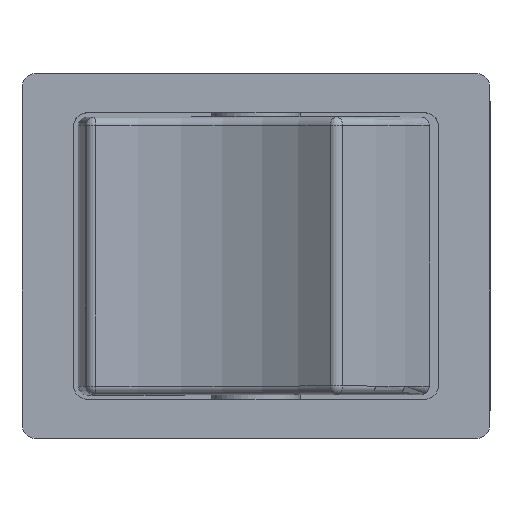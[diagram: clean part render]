
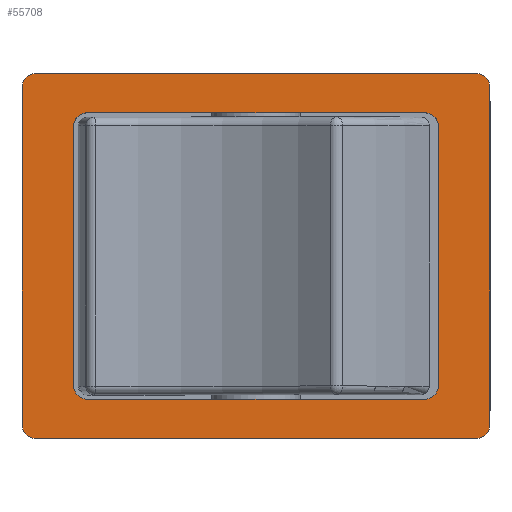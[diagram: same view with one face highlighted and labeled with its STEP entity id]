
A CAD part, top view. The second image highlights one B-rep face of the part: STEP entity #55708.
In plain terms, the highlighted planar face has unit normal (0, 0, 1).
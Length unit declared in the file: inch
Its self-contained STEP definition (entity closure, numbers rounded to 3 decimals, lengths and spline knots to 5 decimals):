
#55563=CARTESIAN_POINT('',(0.69291,0.54134,0.79921));
#55564=DIRECTION('',(0.0,0.0,1.0));
#55565=DIRECTION('',(1.0,0.0,0.0));
#55566=AXIS2_PLACEMENT_3D('',#55563,#55564,#55565);
#55567=PLANE('',#55566);
#55568=CARTESIAN_POINT('',(0.62992,-0.45276,0.79921));
#55569=VERTEX_POINT('',#55568);
#55570=CARTESIAN_POINT('',(0.59055,-0.49213,0.79921));
#55571=VERTEX_POINT('',#55570);
#55572=CARTESIAN_POINT('',(0.59055,-0.45276,0.79921));
#55573=DIRECTION('',(0.0,0.0,-1.0));
#55574=DIRECTION('',(0.707,-0.707,0.0));
#55575=AXIS2_PLACEMENT_3D('',#55572,#55573,#55574);
#55576=CIRCLE('',#55575,0.03937);
#55577=EDGE_CURVE('',#55569,#55571,#55576,.T.);
#55578=ORIENTED_EDGE('',*,*,#55577,.F.);
#55579=CARTESIAN_POINT('',(0.62992,0.45276,0.79921));
#55580=VERTEX_POINT('',#55579);
#55581=CARTESIAN_POINT('',(0.62992,0.45276,0.79921));
#55582=DIRECTION('',(0.0,-1.0,0.0));
#55583=VECTOR('',#55582,0.90551);
#55584=LINE('',#55581,#55583);
#55585=EDGE_CURVE('',#55580,#55569,#55584,.T.);
#55586=ORIENTED_EDGE('',*,*,#55585,.F.);
#55587=CARTESIAN_POINT('',(0.59055,0.49213,0.79921));
#55588=VERTEX_POINT('',#55587);
#55589=CARTESIAN_POINT('',(0.59055,0.45276,0.79921));
#55590=DIRECTION('',(0.0,0.0,-1.0));
#55591=DIRECTION('',(0.707,0.707,0.0));
#55592=AXIS2_PLACEMENT_3D('',#55589,#55590,#55591);
#55593=CIRCLE('',#55592,0.03937);
#55594=EDGE_CURVE('',#55588,#55580,#55593,.T.);
#55595=ORIENTED_EDGE('',*,*,#55594,.F.);
#55596=CARTESIAN_POINT('',(-0.59055,0.49213,0.79921));
#55597=VERTEX_POINT('',#55596);
#55598=CARTESIAN_POINT('',(-0.59055,0.49213,0.79921));
#55599=DIRECTION('',(1.0,0.0,0.0));
#55600=VECTOR('',#55599,1.1811);
#55601=LINE('',#55598,#55600);
#55602=EDGE_CURVE('',#55597,#55588,#55601,.T.);
#55603=ORIENTED_EDGE('',*,*,#55602,.F.);
#55604=CARTESIAN_POINT('',(-0.62992,0.45276,0.79921));
#55605=VERTEX_POINT('',#55604);
#55606=CARTESIAN_POINT('',(-0.59055,0.45276,0.79921));
#55607=DIRECTION('',(0.0,0.0,-1.0));
#55608=DIRECTION('',(-0.707,0.707,0.0));
#55609=AXIS2_PLACEMENT_3D('',#55606,#55607,#55608);
#55610=CIRCLE('',#55609,0.03937);
#55611=EDGE_CURVE('',#55605,#55597,#55610,.T.);
#55612=ORIENTED_EDGE('',*,*,#55611,.F.);
#55613=CARTESIAN_POINT('',(-0.62992,-0.45276,0.79921));
#55614=VERTEX_POINT('',#55613);
#55615=CARTESIAN_POINT('',(-0.62992,-0.45276,0.79921));
#55616=DIRECTION('',(0.0,1.0,0.0));
#55617=VECTOR('',#55616,0.90551);
#55618=LINE('',#55615,#55617);
#55619=EDGE_CURVE('',#55614,#55605,#55618,.T.);
#55620=ORIENTED_EDGE('',*,*,#55619,.F.);
#55621=CARTESIAN_POINT('',(-0.59055,-0.49213,0.79921));
#55622=VERTEX_POINT('',#55621);
#55623=CARTESIAN_POINT('',(-0.59055,-0.45276,0.79921));
#55624=DIRECTION('',(0.0,0.0,-1.0));
#55625=DIRECTION('',(-0.707,-0.707,0.0));
#55626=AXIS2_PLACEMENT_3D('',#55623,#55624,#55625);
#55627=CIRCLE('',#55626,0.03937);
#55628=EDGE_CURVE('',#55622,#55614,#55627,.T.);
#55629=ORIENTED_EDGE('',*,*,#55628,.F.);
#55630=CARTESIAN_POINT('',(0.59055,-0.49213,0.79921));
#55631=DIRECTION('',(-1.0,0.0,0.0));
#55632=VECTOR('',#55631,1.1811);
#55633=LINE('',#55630,#55632);
#55634=EDGE_CURVE('',#55571,#55622,#55633,.T.);
#55635=ORIENTED_EDGE('',*,*,#55634,.F.);
#55636=EDGE_LOOP('',(#55578,#55586,#55595,#55603,#55612,#55620,#55629,#55635));
#55637=FACE_OUTER_BOUND('',#55636,.T.);
#55638=CARTESIAN_POINT('',(0.49213,0.34646,0.79921));
#55639=VERTEX_POINT('',#55638);
#55640=CARTESIAN_POINT('',(0.49213,-0.34646,0.79921));
#55641=VERTEX_POINT('',#55640);
#55642=CARTESIAN_POINT('',(0.49213,0.34646,0.79921));
#55643=DIRECTION('',(0.0,-1.0,0.0));
#55644=VECTOR('',#55643,0.69291);
#55645=LINE('',#55642,#55644);
#55646=EDGE_CURVE('',#55639,#55641,#55645,.T.);
#55647=ORIENTED_EDGE('',*,*,#55646,.T.);
#55648=CARTESIAN_POINT('',(0.45276,-0.38583,0.79921));
#55649=VERTEX_POINT('',#55648);
#55650=CARTESIAN_POINT('',(0.45276,-0.34646,0.79921));
#55651=DIRECTION('',(0.0,0.0,1.0));
#55652=DIRECTION('',(0.707,-0.707,0.0));
#55653=AXIS2_PLACEMENT_3D('',#55650,#55651,#55652);
#55654=CIRCLE('',#55653,0.03937);
#55655=EDGE_CURVE('',#55649,#55641,#55654,.T.);
#55656=ORIENTED_EDGE('',*,*,#55655,.F.);
#55657=CARTESIAN_POINT('',(-0.45276,-0.38583,0.79921));
#55658=VERTEX_POINT('',#55657);
#55659=CARTESIAN_POINT('',(0.45276,-0.38583,0.79921));
#55660=DIRECTION('',(-1.0,0.0,0.0));
#55661=VECTOR('',#55660,0.90551);
#55662=LINE('',#55659,#55661);
#55663=EDGE_CURVE('',#55649,#55658,#55662,.T.);
#55664=ORIENTED_EDGE('',*,*,#55663,.T.);
#55665=CARTESIAN_POINT('',(-0.49213,-0.34646,0.79921));
#55666=VERTEX_POINT('',#55665);
#55667=CARTESIAN_POINT('',(-0.45276,-0.34646,0.79921));
#55668=DIRECTION('',(0.0,0.0,1.0));
#55669=DIRECTION('',(-0.707,-0.707,0.0));
#55670=AXIS2_PLACEMENT_3D('',#55667,#55668,#55669);
#55671=CIRCLE('',#55670,0.03937);
#55672=EDGE_CURVE('',#55666,#55658,#55671,.T.);
#55673=ORIENTED_EDGE('',*,*,#55672,.F.);
#55674=CARTESIAN_POINT('',(-0.49213,0.34646,0.79921));
#55675=VERTEX_POINT('',#55674);
#55676=CARTESIAN_POINT('',(-0.49213,-0.34646,0.79921));
#55677=DIRECTION('',(0.0,1.0,0.0));
#55678=VECTOR('',#55677,0.69291);
#55679=LINE('',#55676,#55678);
#55680=EDGE_CURVE('',#55666,#55675,#55679,.T.);
#55681=ORIENTED_EDGE('',*,*,#55680,.T.);
#55682=CARTESIAN_POINT('',(-0.45276,0.38583,0.79921));
#55683=VERTEX_POINT('',#55682);
#55684=CARTESIAN_POINT('',(-0.45276,0.34646,0.79921));
#55685=DIRECTION('',(0.0,0.0,1.0));
#55686=DIRECTION('',(-0.707,0.707,0.0));
#55687=AXIS2_PLACEMENT_3D('',#55684,#55685,#55686);
#55688=CIRCLE('',#55687,0.03937);
#55689=EDGE_CURVE('',#55683,#55675,#55688,.T.);
#55690=ORIENTED_EDGE('',*,*,#55689,.F.);
#55691=CARTESIAN_POINT('',(0.45276,0.38583,0.79921));
#55692=VERTEX_POINT('',#55691);
#55693=CARTESIAN_POINT('',(-0.45276,0.38583,0.79921));
#55694=DIRECTION('',(1.0,0.0,0.0));
#55695=VECTOR('',#55694,0.90551);
#55696=LINE('',#55693,#55695);
#55697=EDGE_CURVE('',#55683,#55692,#55696,.T.);
#55698=ORIENTED_EDGE('',*,*,#55697,.T.);
#55699=CARTESIAN_POINT('',(0.45276,0.34646,0.79921));
#55700=DIRECTION('',(0.0,0.0,1.0));
#55701=DIRECTION('',(0.707,0.707,0.0));
#55702=AXIS2_PLACEMENT_3D('',#55699,#55700,#55701);
#55703=CIRCLE('',#55702,0.03937);
#55704=EDGE_CURVE('',#55639,#55692,#55703,.T.);
#55705=ORIENTED_EDGE('',*,*,#55704,.F.);
#55706=EDGE_LOOP('',(#55647,#55656,#55664,#55673,#55681,#55690,#55698,#55705));
#55707=FACE_BOUND('',#55706,.T.);
#55708=ADVANCED_FACE('',(#55637,#55707),#55567,.T.);
